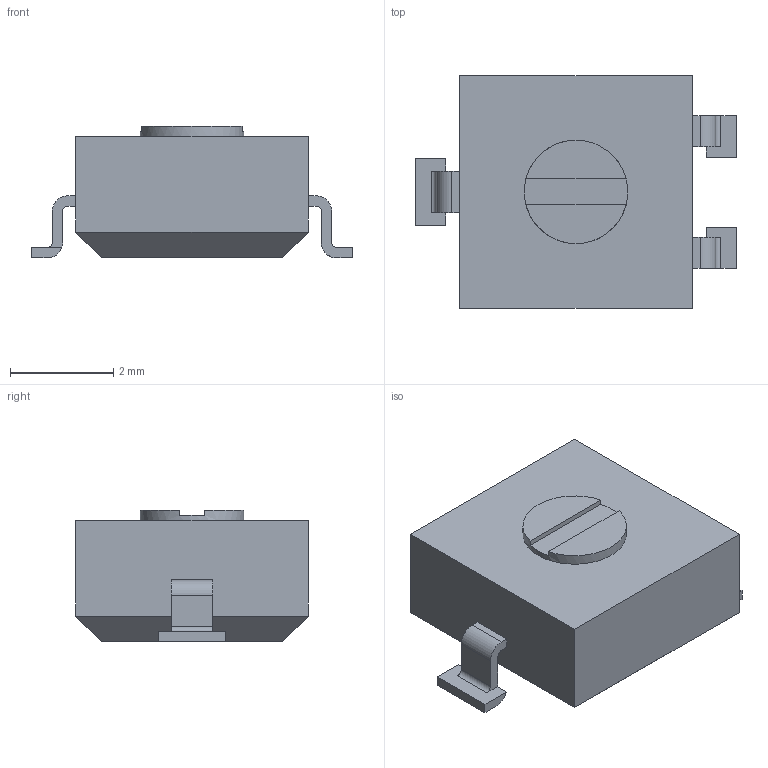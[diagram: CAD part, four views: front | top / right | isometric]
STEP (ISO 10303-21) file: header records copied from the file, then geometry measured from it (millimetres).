
FILE_DESCRIPTION(('FreeCAD Model'),'2;1');
FILE_NAME('Potentiometer_Bourns_3314G_Horizontal.step', '2018-02-11T21:55:49',('kicad StepUp'),('ksu MCAD'), 'Open CASCADE STEP processor 7.1','FreeCAD','Unknown');
FILE_SCHEMA(('AUTOMOTIVE_DESIGN { 1 0 10303 214 1 1 1 1 }'));
Length unit declared in the file: millimetre
Products named in the file (1): Potentiometer_Bourns_3314G_Horizontal
Bounding box: 6.2 x 4.5 x 2.55 mm (x, y, z)
Volume: 46.8 mm3; surface area: 88.7 mm2
Topology: 1 solids, 1 shells, 59 faces, 155 edges, 102 vertices
Faces by surface type: plane 46, cylinder 13
Full cylindrical faces by diameter (mm): 2 x1
Entity records: 2237 total; most frequent: CARTESIAN_POINT 318, ORIENTED_EDGE 310, DIRECTION 308, EDGE_CURVE 155, LINE 120, VECTOR 120, VERTEX_POINT 102, AXIS2_PLACEMENT_3D 94
